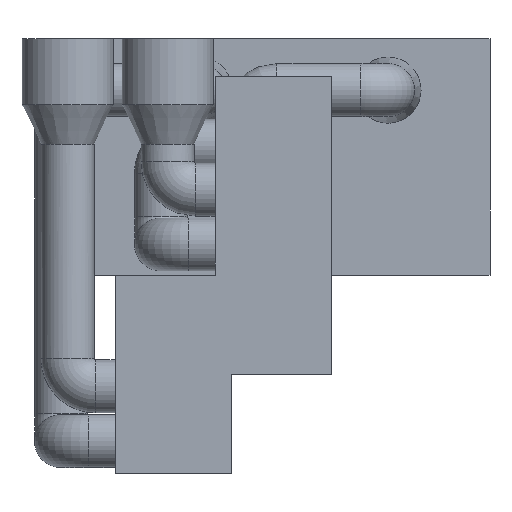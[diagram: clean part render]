
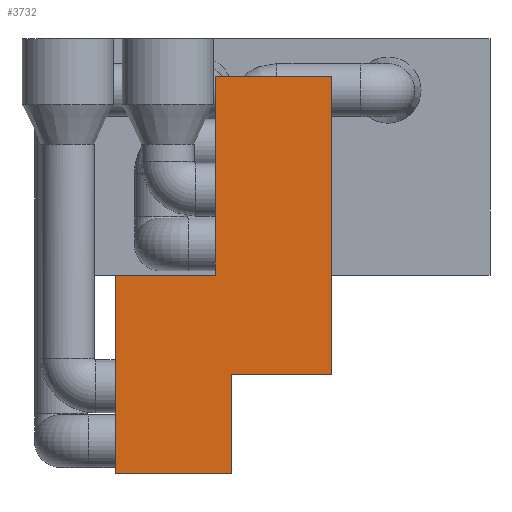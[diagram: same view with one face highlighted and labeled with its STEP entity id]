
A CAD part, left-side view. The second image highlights one B-rep face of the part: STEP entity #3732.
In plain terms, the highlighted planar face has unit normal (-1, 0, 0).
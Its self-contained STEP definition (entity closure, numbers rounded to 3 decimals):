
#50 = EDGE_CURVE ( 'NONE', #1880, #2527, #5363, .T. ) ;
#68 = DIRECTION ( 'NONE',  ( 0., 1., 0. ) ) ;
#78 = LINE ( 'NONE', #5288, #690 ) ;
#140 = LINE ( 'NONE', #5773, #3580 ) ;
#336 = ORIENTED_EDGE ( 'NONE', *, *, #3026, .F. ) ;
#531 = VECTOR ( 'NONE', #4397, 1000. ) ;
#653 = LINE ( 'NONE', #6352, #2027 ) ;
#682 = CARTESIAN_POINT ( 'NONE',  ( -25.478, -4.5, 15.011 ) ) ;
#690 = VECTOR ( 'NONE', #3650, 1000. ) ;
#716 = DIRECTION ( 'NONE',  ( 0., 0., -1. ) ) ;
#717 = DIRECTION ( 'NONE',  ( 0., 0., -1. ) ) ;
#739 = VECTOR ( 'NONE', #2891, 1000. ) ;
#845 = EDGE_CURVE ( 'NONE', #4327, #5452, #1022, .T. ) ;
#1022 = LINE ( 'NONE', #1057, #6445 ) ;
#1057 = CARTESIAN_POINT ( 'NONE',  ( -25.478, 4.29, 15.011 ) ) ;
#1120 = CARTESIAN_POINT ( 'NONE',  ( -25.478, -4.5, -7.494 ) ) ;
#1163 = ORIENTED_EDGE ( 'NONE', *, *, #2322, .F. ) ;
#1192 = DIRECTION ( 'NONE',  ( 1., 0., 0. ) ) ;
#1205 = CARTESIAN_POINT ( 'NONE',  ( -25.478, 11.856, 13.672 ) ) ;
#1465 = AXIS2_PLACEMENT_3D ( 'NONE', #682, #1192, #716 ) ;
#1699 = ORIENTED_EDGE ( 'NONE', *, *, #2912, .T. ) ;
#1880 = VERTEX_POINT ( 'NONE', #4551 ) ;
#1899 = ORIENTED_EDGE ( 'NONE', *, *, #2463, .F. ) ;
#2027 = VECTOR ( 'NONE', #717, 1000. ) ;
#2089 = EDGE_LOOP ( 'NONE', ( #6415, #5281, #6107, #1699, #1899, #5822, #1163, #336 ) ) ;
#2119 = DIRECTION ( 'NONE',  ( 0., 0., -1. ) ) ;
#2322 = EDGE_CURVE ( 'NONE', #5536, #4778, #653, .T. ) ;
#2463 = EDGE_CURVE ( 'NONE', #2741, #5122, #6049, .T. ) ;
#2516 = CARTESIAN_POINT ( 'NONE',  ( -25.478, 3.066, -15. ) ) ;
#2527 = VERTEX_POINT ( 'NONE', #6593 ) ;
#2592 = VECTOR ( 'NONE', #4664, 1000. ) ;
#2741 = VERTEX_POINT ( 'NONE', #5809 ) ;
#2760 = EDGE_CURVE ( 'NONE', #5452, #1880, #140, .T. ) ;
#2891 = DIRECTION ( 'NONE',  ( 0., 0., -1. ) ) ;
#2912 = EDGE_CURVE ( 'NONE', #2527, #5122, #5415, .T. ) ;
#3026 = EDGE_CURVE ( 'NONE', #4327, #5536, #6644, .T. ) ;
#3394 = VECTOR ( 'NONE', #5001, 1000. ) ;
#3568 = CARTESIAN_POINT ( 'NONE',  ( -25.478, -4.5, 15.011 ) ) ;
#3580 = VECTOR ( 'NONE', #68, 1000. ) ;
#3650 = DIRECTION ( 'NONE',  ( 0., 1., 0. ) ) ;
#3732 = ADVANCED_FACE ( 'NONE', ( #4375 ), #5250, .F. ) ;
#4327 = VERTEX_POINT ( 'NONE', #4826 ) ;
#4375 = FACE_OUTER_BOUND ( 'NONE', #2089, .T. ) ;
#4397 = DIRECTION ( 'NONE',  ( 0., -1., 0. ) ) ;
#4551 = CARTESIAN_POINT ( 'NONE',  ( -25.478, 11.856, 0.011 ) ) ;
#4664 = DIRECTION ( 'NONE',  ( 0., -1., 0. ) ) ;
#4778 = VERTEX_POINT ( 'NONE', #1120 ) ;
#4826 = CARTESIAN_POINT ( 'NONE',  ( -25.478, 4.29, 15.011 ) ) ;
#4860 = EDGE_CURVE ( 'NONE', #4778, #2741, #78, .T. ) ;
#4912 = CARTESIAN_POINT ( 'NONE',  ( -25.478, 3.066, -15. ) ) ;
#5001 = DIRECTION ( 'NONE',  ( 0., 0., -1. ) ) ;
#5050 = CARTESIAN_POINT ( 'NONE',  ( -25.478, 3.066, 13.672 ) ) ;
#5122 = VERTEX_POINT ( 'NONE', #2516 ) ;
#5195 = CARTESIAN_POINT ( 'NONE',  ( -25.478, 4.29, 0.011 ) ) ;
#5250 = PLANE ( 'NONE',  #1465 ) ;
#5281 = ORIENTED_EDGE ( 'NONE', *, *, #2760, .T. ) ;
#5288 = CARTESIAN_POINT ( 'NONE',  ( -25.478, -12.049, -7.494 ) ) ;
#5363 = LINE ( 'NONE', #1205, #3394 ) ;
#5415 = LINE ( 'NONE', #4912, #531 ) ;
#5452 = VERTEX_POINT ( 'NONE', #5195 ) ;
#5536 = VERTEX_POINT ( 'NONE', #6447 ) ;
#5773 = CARTESIAN_POINT ( 'NONE',  ( -25.478, 3.066, 0.011 ) ) ;
#5809 = CARTESIAN_POINT ( 'NONE',  ( -25.478, 3.066, -7.494 ) ) ;
#5822 = ORIENTED_EDGE ( 'NONE', *, *, #4860, .F. ) ;
#6049 = LINE ( 'NONE', #5050, #739 ) ;
#6107 = ORIENTED_EDGE ( 'NONE', *, *, #50, .T. ) ;
#6352 = CARTESIAN_POINT ( 'NONE',  ( -25.478, -4.5, 15.011 ) ) ;
#6415 = ORIENTED_EDGE ( 'NONE', *, *, #845, .T. ) ;
#6445 = VECTOR ( 'NONE', #2119, 1000. ) ;
#6447 = CARTESIAN_POINT ( 'NONE',  ( -25.478, -4.5, 15.011 ) ) ;
#6593 = CARTESIAN_POINT ( 'NONE',  ( -25.478, 11.856, -15. ) ) ;
#6644 = LINE ( 'NONE', #3568, #2592 ) ;
